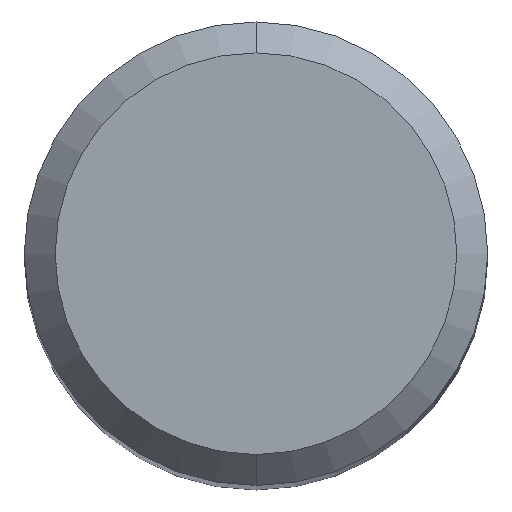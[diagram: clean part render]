
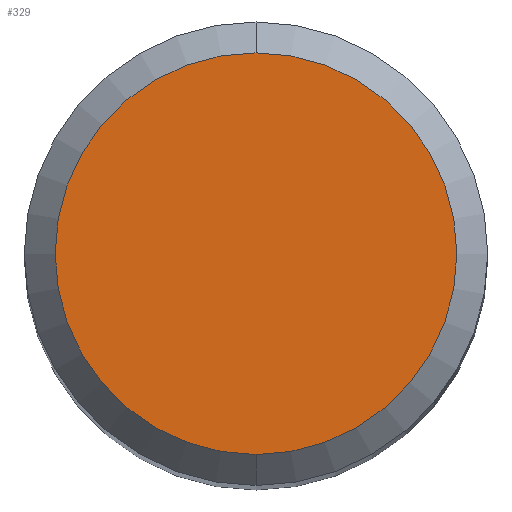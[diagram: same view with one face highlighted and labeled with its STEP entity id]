
A CAD part, top view. The second image highlights one B-rep face of the part: STEP entity #329.
In plain terms, the highlighted planar face has unit normal (0, 0, 1).
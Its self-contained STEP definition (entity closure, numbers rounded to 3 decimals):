
#177=VERTEX_POINT('',#469);
#273=VERTEX_POINT('',#570);
#323=EDGE_CURVE('',#177,#273,#628,.T.);
#329=ADVANCED_FACE('',(#635),#636,.T.);
#395=EDGE_CURVE('',#273,#177,#708,.T.);
#469=CARTESIAN_POINT('',(0.,-2.6,0.0));
#570=CARTESIAN_POINT('',(0.0,2.6,0.0));
#628=CIRCLE('',#1101,2.6);
#635=FACE_OUTER_BOUND('',#1108,.T.);
#636=PLANE('',#1109);
#708=CIRCLE('',#1264,2.6);
#1101=AXIS2_PLACEMENT_3D('',#1549,#1550,#1551);
#1108=EDGE_LOOP('',(#1561,#1562));
#1109=AXIS2_PLACEMENT_3D('',#1563,#1564,#1565);
#1264=AXIS2_PLACEMENT_3D('',#1633,#1634,#1635);
#1549=CARTESIAN_POINT('',(0.0,0.0,0.0));
#1550=DIRECTION('',(0.0,0.0,-1.0));
#1551=DIRECTION('',(0.0,1.0,0.0));
#1561=ORIENTED_EDGE('',*,*,#395,.F.);
#1562=ORIENTED_EDGE('',*,*,#323,.F.);
#1563=CARTESIAN_POINT('',(0.0,1.3,0.0));
#1564=DIRECTION('',(-0.0,0.0,1.0));
#1565=DIRECTION('',(0.0,-1.0,0.0));
#1633=CARTESIAN_POINT('',(0.0,0.0,0.0));
#1634=DIRECTION('',(0.0,0.0,-1.0));
#1635=DIRECTION('',(0.0,1.0,0.0));
